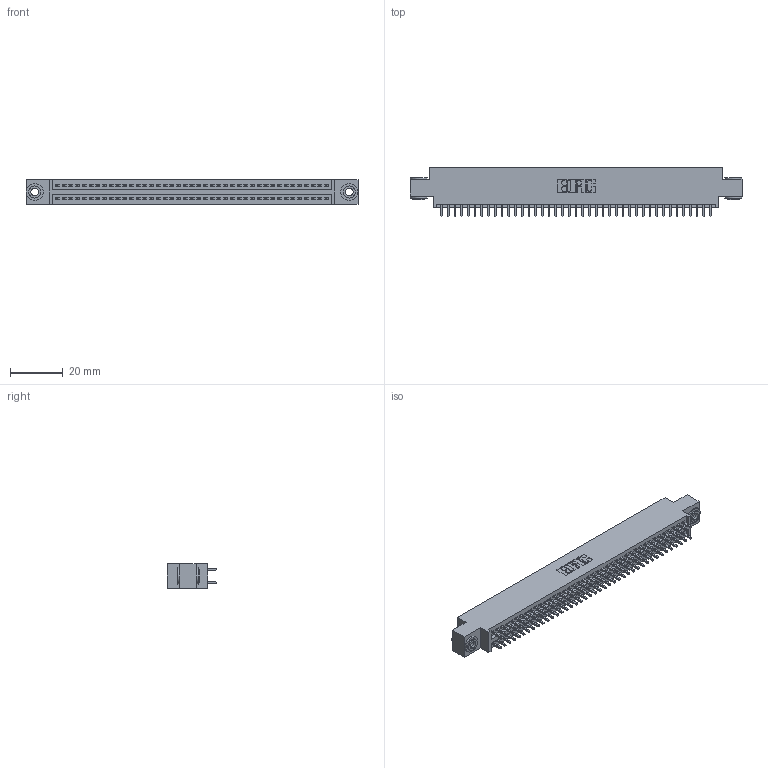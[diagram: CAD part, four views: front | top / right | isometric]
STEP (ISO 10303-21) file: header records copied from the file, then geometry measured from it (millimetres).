
FILE_DESCRIPTION (( 'STEP AP203' ), '1' );
FILE_NAME ('345-082-521-803.STEP', '2019-11-01T00:37:16', ( '' ), ( '' ), 'SwSTEP 2.0', 'SolidWorks 2016', '' );
FILE_SCHEMA (( 'CONFIG_CONTROL_DESIGN' ));
Length unit declared in the file: inch
Products named in the file (4): 345-250-002_345-250-002-102; 345-082-521-803; 345 Part_0.170 Offset - 0.156 Dia-TH; 345-292-001_345-293-121
Assembly tree (85 placements, depth 2):
  345-082-521-803
    345 Part_0.170 Offset - 0.156 Dia-TH
    345-292-001_345-293-121  x82
    345-250-002_345-250-002-102  x2
Bounding box: 125.35 x 18.72 x 9.4 mm (x, y, z)
Volume: 12039.8 mm3; surface area: 17908 mm2
Topology: 85 solids, 85 shells, 4268 faces, 12647 edges, 8318 vertices
Faces by surface type: plane 2800, cylinder 1460, cone 8
Entity records: 33104 total; most frequent: CARTESIAN_POINT 5527, ORIENTED_EDGE 5454, DIRECTION 4905, EDGE_CURVE 2727, LINE 2407, VECTOR 2407, VERTEX_POINT 1814, AXIS2_PLACEMENT_3D 1249
